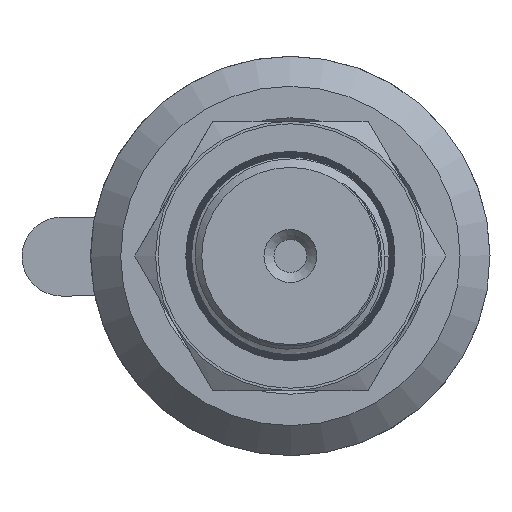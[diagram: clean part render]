
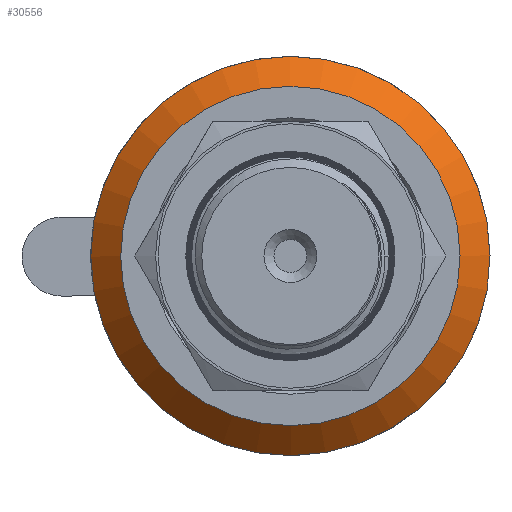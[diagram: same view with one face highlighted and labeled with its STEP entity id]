
A CAD part, left-side view. The second image highlights one B-rep face of the part: STEP entity #30556.
In plain terms, the highlighted conical face has half-angle 45 degrees and reference radius 18.5 mm.
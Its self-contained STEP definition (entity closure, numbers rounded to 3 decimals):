
#2427=FACE_OUTER_BOUND('',#4167,.T.);
#4167=EDGE_LOOP('',(#23730,#23731,#23732,#23733));
#5551=CIRCLE('',#32251,20.);
#5552=CIRCLE('',#32253,17.);
#7612=LINE('',#59789,#10587);
#10587=VECTOR('',#35528,18.5);
#13932=VERTEX_POINT('',#59784);
#13933=VERTEX_POINT('',#59788);
#17530=EDGE_CURVE('',#13932,#13932,#5551,.T.);
#17531=EDGE_CURVE('',#13932,#13933,#7612,.T.);
#17532=EDGE_CURVE('',#13933,#13933,#5552,.T.);
#23730=ORIENTED_EDGE('',*,*,#17530,.F.);
#23731=ORIENTED_EDGE('',*,*,#17531,.T.);
#23732=ORIENTED_EDGE('',*,*,#17532,.T.);
#23733=ORIENTED_EDGE('',*,*,#17531,.F.);
#29913=CONICAL_SURFACE('',#32252,18.5,0.785);
#30556=ADVANCED_FACE('',(#2427),#29913,.T.);
#32251=AXIS2_PLACEMENT_3D('',#59786,#35524,#35525);
#32252=AXIS2_PLACEMENT_3D('',#59787,#35526,#35527);
#32253=AXIS2_PLACEMENT_3D('',#59790,#35529,#35530);
#35524=DIRECTION('center_axis',(-1.,0.,0.));
#35525=DIRECTION('ref_axis',(0.,0.,
-1.));
#35526=DIRECTION('center_axis',(-1.,0.,0.));
#35527=DIRECTION('ref_axis',(0.,-1.,0.));
#35528=DIRECTION('',(0.707,-0.707,0.));
#35529=DIRECTION('center_axis',(-1.,0.,0.));
#35530=DIRECTION('ref_axis',(0.,0.,
-1.));
#59784=CARTESIAN_POINT('',(21.,20.,0.));
#59786=CARTESIAN_POINT('Origin',(21.,0.,0.));
#59787=CARTESIAN_POINT('Origin',(22.5,0.,0.));
#59788=CARTESIAN_POINT('',(24.,17.,0.));
#59789=CARTESIAN_POINT('',(22.5,18.5,0.));
#59790=CARTESIAN_POINT('Origin',(24.,0.,0.));
